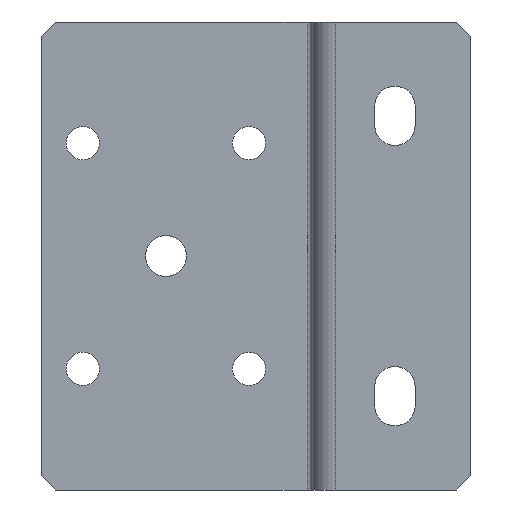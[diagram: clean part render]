
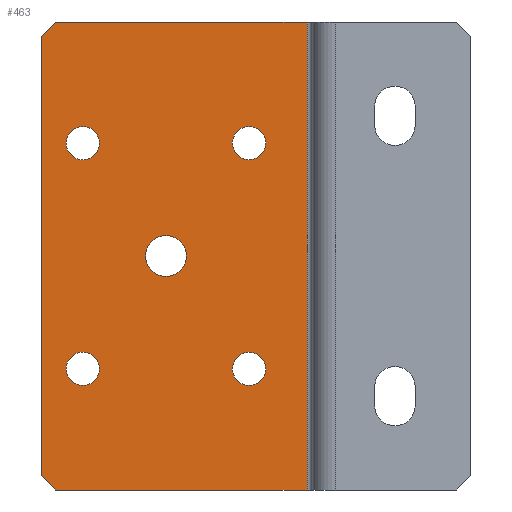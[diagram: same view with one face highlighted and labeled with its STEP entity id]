
A CAD part, front view. The second image highlights one B-rep face of the part: STEP entity #463.
In plain terms, the highlighted planar face has unit normal (0, -1, 0).
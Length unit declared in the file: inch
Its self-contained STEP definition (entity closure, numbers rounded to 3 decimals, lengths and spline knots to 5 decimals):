
#30 = DIRECTION ( 'NONE',  ( 0., 1., 0. ) ) ;
#31 = CARTESIAN_POINT ( 'NONE',  ( 0.87579, -0.078, 0.475 ) ) ;
#33 = DIRECTION ( 'NONE',  ( 0., 0., 1. ) ) ;
#46 = CARTESIAN_POINT ( 'NONE',  ( 0.87579, -0.078, -0.475 ) ) ;
#51 = DIRECTION ( 'NONE',  ( 0., 1., 0. ) ) ;
#52 = DIRECTION ( 'NONE',  ( 0., 0., 1. ) ) ;
#143 = LINE ( 'NONE', #552, #1322 ) ;
#144 = LINE ( 'NONE', #554, #1323 ) ;
#145 = LINE ( 'NONE', #556, #1325 ) ;
#146 = LINE ( 'NONE', #558, #1326 ) ;
#147 = LINE ( 'NONE', #560, #1327 ) ;
#172 = LINE ( 'NONE', #533, #1312 ) ;
#351 = EDGE_CURVE ( 'NONE', #1170, #1164, #1220, .T. ) ;
#354 = EDGE_CURVE ( 'NONE', #1169, #1168, #1226, .T. ) ;
#402 = EDGE_CURVE ( 'NONE', #1143, #1144, #1291, .T. ) ;
#415 = EDGE_CURVE ( 'NONE', #1158, #1157, #172, .T. ) ;
#417 = EDGE_CURVE ( 'NONE', #1164, #1170, #1311, .T. ) ;
#418 = EDGE_CURVE ( 'NONE', #1168, #1169, #1287, .T. ) ;
#419 = EDGE_CURVE ( 'NONE', #1136, #1135, #1274, .T. ) ;
#420 = EDGE_CURVE ( 'NONE', #1140, #1139, #1318, .T. ) ;
#421 = EDGE_CURVE ( 'NONE', #1144, #1143, #1320, .T. ) ;
#422 = EDGE_CURVE ( 'NONE', #1157, #1159, #143, .T. ) ;
#423 = EDGE_CURVE ( 'NONE', #1159, #1160, #144, .T. ) ;
#424 = EDGE_CURVE ( 'NONE', #1161, #1160, #145, .T. ) ;
#425 = EDGE_CURVE ( 'NONE', #1162, #1161, #146, .T. ) ;
#426 = EDGE_CURVE ( 'NONE', #1162, #1158, #147, .T. ) ;
#445 = EDGE_CURVE ( 'NONE', #1135, #1136, #1345, .T. ) ;
#463 = ADVANCED_FACE ( 'NONE', ( #930, #928, #931, #932, #934, #933 ), #651, .F. ) ;
#494 = EDGE_CURVE ( 'NONE', #1139, #1140, #913, .T. ) ;
#501 = CARTESIAN_POINT ( 'NONE',  ( 0.52579, -0.078, 0. ) ) ;
#502 = DIRECTION ( 'NONE',  ( 0., 1., 0. ) ) ;
#503 = DIRECTION ( 'NONE',  ( 0., 0., 1. ) ) ;
#533 = CARTESIAN_POINT ( 'NONE',  ( 0., -0.078, 0.985 ) ) ;
#534 = DIRECTION ( 'NONE',  ( 0., 0., -1. ) ) ;
#537 = CARTESIAN_POINT ( 'NONE',  ( 0.87579, -0.078, 0.475 ) ) ;
#538 = DIRECTION ( 'NONE',  ( 0., 1., 0. ) ) ;
#539 = DIRECTION ( 'NONE',  ( 0., 0., 1. ) ) ;
#540 = CARTESIAN_POINT ( 'NONE',  ( 0.87579, -0.078, -0.475 ) ) ;
#541 = DIRECTION ( 'NONE',  ( 0., 1., 0. ) ) ;
#542 = DIRECTION ( 'NONE',  ( 0., 0., 1. ) ) ;
#543 = CARTESIAN_POINT ( 'NONE',  ( 0.17579, -0.078, 0.475 ) ) ;
#544 = DIRECTION ( 'NONE',  ( 0., 1., 0. ) ) ;
#545 = DIRECTION ( 'NONE',  ( 0., 0., 1. ) ) ;
#546 = CARTESIAN_POINT ( 'NONE',  ( 0.17579, -0.078, -0.475 ) ) ;
#547 = DIRECTION ( 'NONE',  ( 0., 1., 0. ) ) ;
#548 = DIRECTION ( 'NONE',  ( 0., 0., 1. ) ) ;
#549 = CARTESIAN_POINT ( 'NONE',  ( 0.52579, -0.078, 0. ) ) ;
#550 = DIRECTION ( 'NONE',  ( 0., 1., 0. ) ) ;
#551 = DIRECTION ( 'NONE',  ( 0., 0., 1. ) ) ;
#552 = CARTESIAN_POINT ( 'NONE',  ( 0., -0.078, -0.925 ) ) ;
#553 = DIRECTION ( 'NONE',  ( 0.707, 0., -0.707 ) ) ;
#554 = CARTESIAN_POINT ( 'NONE',  ( 0., -0.078, -0.985 ) ) ;
#555 = DIRECTION ( 'NONE',  ( 1., 0., 0. ) ) ;
#556 = CARTESIAN_POINT ( 'NONE',  ( 1.12, -0.078, 0.985 ) ) ;
#557 = DIRECTION ( 'NONE',  ( 0., 0., -1. ) ) ;
#558 = CARTESIAN_POINT ( 'NONE',  ( 0., -0.078, 0.985 ) ) ;
#559 = DIRECTION ( 'NONE',  ( 1., 0., 0. ) ) ;
#560 = CARTESIAN_POINT ( 'NONE',  ( 0.06, -0.078, 0.985 ) ) ;
#561 = DIRECTION ( 'NONE',  ( -0.707, 0., -0.707 ) ) ;
#606 = CARTESIAN_POINT ( 'NONE',  ( 0.17579, -0.078, 0.475 ) ) ;
#607 = DIRECTION ( 'NONE',  ( 0., 1., 0. ) ) ;
#608 = DIRECTION ( 'NONE',  ( 0., 0., 1. ) ) ;
#651 = PLANE ( 'NONE',  #886 ) ;
#652 = CARTESIAN_POINT ( 'NONE',  ( 0., -0.078, 0.985 ) ) ;
#653 = DIRECTION ( 'NONE',  ( 0., 1., 0. ) ) ;
#654 = DIRECTION ( 'NONE',  ( 0., 0., 1. ) ) ;
#760 = CARTESIAN_POINT ( 'NONE',  ( 0.17579, -0.078, -0.475 ) ) ;
#761 = DIRECTION ( 'NONE',  ( 0., 1., 0. ) ) ;
#762 = DIRECTION ( 'NONE',  ( 0., 0., 1. ) ) ;
#789 = CARTESIAN_POINT ( 'NONE',  ( 0.17579, -0.078, 0.405 ) ) ;
#790 = CARTESIAN_POINT ( 'NONE',  ( 0.17579, -0.078, 0.545 ) ) ;
#793 = CARTESIAN_POINT ( 'NONE',  ( 0.17579, -0.078, -0.545 ) ) ;
#794 = CARTESIAN_POINT ( 'NONE',  ( 0.17579, -0.078, -0.405 ) ) ;
#797 = CARTESIAN_POINT ( 'NONE',  ( 0.52579, -0.078, -0.08594 ) ) ;
#798 = CARTESIAN_POINT ( 'NONE',  ( 0.52579, -0.078, 0.08594 ) ) ;
#811 = CARTESIAN_POINT ( 'NONE',  ( 0., -0.078, -0.925 ) ) ;
#812 = CARTESIAN_POINT ( 'NONE',  ( 0., -0.078, 0.925 ) ) ;
#813 = CARTESIAN_POINT ( 'NONE',  ( 0.06, -0.078, -0.985 ) ) ;
#814 = CARTESIAN_POINT ( 'NONE',  ( 1.12, -0.078, -0.985 ) ) ;
#815 = CARTESIAN_POINT ( 'NONE',  ( 1.12, -0.078, 0.985 ) ) ;
#816 = CARTESIAN_POINT ( 'NONE',  ( 0.06, -0.078, 0.985 ) ) ;
#818 = CARTESIAN_POINT ( 'NONE',  ( 0.87579, -0.078, 0.545 ) ) ;
#822 = CARTESIAN_POINT ( 'NONE',  ( 0.87579, -0.078, -0.405 ) ) ;
#823 = CARTESIAN_POINT ( 'NONE',  ( 0.87579, -0.078, -0.545 ) ) ;
#824 = CARTESIAN_POINT ( 'NONE',  ( 0.87579, -0.078, 0.405 ) ) ;
#886 = AXIS2_PLACEMENT_3D ( 'NONE', #652, #653, #654 ) ;
#899 = AXIS2_PLACEMENT_3D ( 'NONE', #760, #761, #762 ) ;
#913 = CIRCLE ( 'NONE', #899, 0.07 ) ;
#928 = FACE_BOUND ( 'NONE', #1204, .T. ) ;
#930 = FACE_BOUND ( 'NONE', #1205, .T. ) ;
#931 = FACE_BOUND ( 'NONE', #1203, .T. ) ;
#932 = FACE_BOUND ( 'NONE', #1202, .T. ) ;
#933 = FACE_OUTER_BOUND ( 'NONE', #1216, .T. ) ;
#934 = FACE_BOUND ( 'NONE', #1201, .T. ) ;
#1084 = ORIENTED_EDGE ( 'NONE', *, *, #417, .T. ) ;
#1085 = ORIENTED_EDGE ( 'NONE', *, *, #418, .T. ) ;
#1086 = ORIENTED_EDGE ( 'NONE', *, *, #419, .T. ) ;
#1087 = ORIENTED_EDGE ( 'NONE', *, *, #351, .T. ) ;
#1088 = ORIENTED_EDGE ( 'NONE', *, *, #420, .T. ) ;
#1089 = ORIENTED_EDGE ( 'NONE', *, *, #354, .T. ) ;
#1090 = ORIENTED_EDGE ( 'NONE', *, *, #421, .T. ) ;
#1091 = ORIENTED_EDGE ( 'NONE', *, *, #445, .T. ) ;
#1092 = ORIENTED_EDGE ( 'NONE', *, *, #415, .T. ) ;
#1093 = ORIENTED_EDGE ( 'NONE', *, *, #494, .T. ) ;
#1094 = ORIENTED_EDGE ( 'NONE', *, *, #423, .T. ) ;
#1095 = ORIENTED_EDGE ( 'NONE', *, *, #402, .T. ) ;
#1096 = ORIENTED_EDGE ( 'NONE', *, *, #422, .T. ) ;
#1097 = ORIENTED_EDGE ( 'NONE', *, *, #424, .F. ) ;
#1098 = ORIENTED_EDGE ( 'NONE', *, *, #425, .F. ) ;
#1099 = ORIENTED_EDGE ( 'NONE', *, *, #426, .T. ) ;
#1135 = VERTEX_POINT ( 'NONE', #789 ) ;
#1136 = VERTEX_POINT ( 'NONE', #790 ) ;
#1139 = VERTEX_POINT ( 'NONE', #793 ) ;
#1140 = VERTEX_POINT ( 'NONE', #794 ) ;
#1143 = VERTEX_POINT ( 'NONE', #797 ) ;
#1144 = VERTEX_POINT ( 'NONE', #798 ) ;
#1157 = VERTEX_POINT ( 'NONE', #811 ) ;
#1158 = VERTEX_POINT ( 'NONE', #812 ) ;
#1159 = VERTEX_POINT ( 'NONE', #813 ) ;
#1160 = VERTEX_POINT ( 'NONE', #814 ) ;
#1161 = VERTEX_POINT ( 'NONE', #815 ) ;
#1162 = VERTEX_POINT ( 'NONE', #816 ) ;
#1164 = VERTEX_POINT ( 'NONE', #818 ) ;
#1168 = VERTEX_POINT ( 'NONE', #822 ) ;
#1169 = VERTEX_POINT ( 'NONE', #823 ) ;
#1170 = VERTEX_POINT ( 'NONE', #824 ) ;
#1201 = EDGE_LOOP ( 'NONE', ( #1090, #1095 ) ) ;
#1202 = EDGE_LOOP ( 'NONE', ( #1088, #1093 ) ) ;
#1203 = EDGE_LOOP ( 'NONE', ( #1086, #1091 ) ) ;
#1204 = EDGE_LOOP ( 'NONE', ( #1085, #1089 ) ) ;
#1205 = EDGE_LOOP ( 'NONE', ( #1084, #1087 ) ) ;
#1216 = EDGE_LOOP ( 'NONE', ( #1092, #1096, #1094, #1097, #1098, #1099 ) ) ;
#1220 = CIRCLE ( 'NONE', #1222, 0.07 ) ;
#1222 = AXIS2_PLACEMENT_3D ( 'NONE', #31, #30, #33 ) ;
#1226 = CIRCLE ( 'NONE', #1227, 0.07 ) ;
#1227 = AXIS2_PLACEMENT_3D ( 'NONE', #46, #51, #52 ) ;
#1274 = CIRCLE ( 'NONE', #1317, 0.07 ) ;
#1287 = CIRCLE ( 'NONE', #1316, 0.07 ) ;
#1291 = CIRCLE ( 'NONE', #1293, 0.08594 ) ;
#1293 = AXIS2_PLACEMENT_3D ( 'NONE', #501, #502, #503 ) ;
#1311 = CIRCLE ( 'NONE', #1314, 0.07 ) ;
#1312 = VECTOR ( 'NONE', #534, 39.37008 ) ;
#1314 = AXIS2_PLACEMENT_3D ( 'NONE', #537, #538, #539 ) ;
#1316 = AXIS2_PLACEMENT_3D ( 'NONE', #540, #541, #542 ) ;
#1317 = AXIS2_PLACEMENT_3D ( 'NONE', #543, #544, #545 ) ;
#1318 = CIRCLE ( 'NONE', #1319, 0.07 ) ;
#1319 = AXIS2_PLACEMENT_3D ( 'NONE', #546, #547, #548 ) ;
#1320 = CIRCLE ( 'NONE', #1321, 0.08594 ) ;
#1321 = AXIS2_PLACEMENT_3D ( 'NONE', #549, #550, #551 ) ;
#1322 = VECTOR ( 'NONE', #553, 39.37008 ) ;
#1323 = VECTOR ( 'NONE', #555, 39.37008 ) ;
#1325 = VECTOR ( 'NONE', #557, 39.37008 ) ;
#1326 = VECTOR ( 'NONE', #559, 39.37008 ) ;
#1327 = VECTOR ( 'NONE', #561, 39.37008 ) ;
#1345 = CIRCLE ( 'NONE', #1354, 0.07 ) ;
#1354 = AXIS2_PLACEMENT_3D ( 'NONE', #606, #607, #608 ) ;
